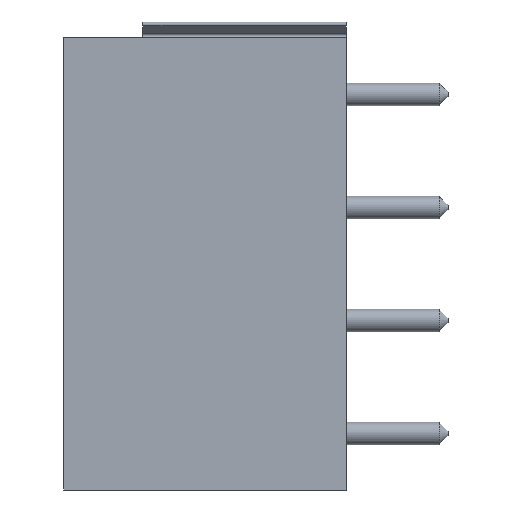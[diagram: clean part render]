
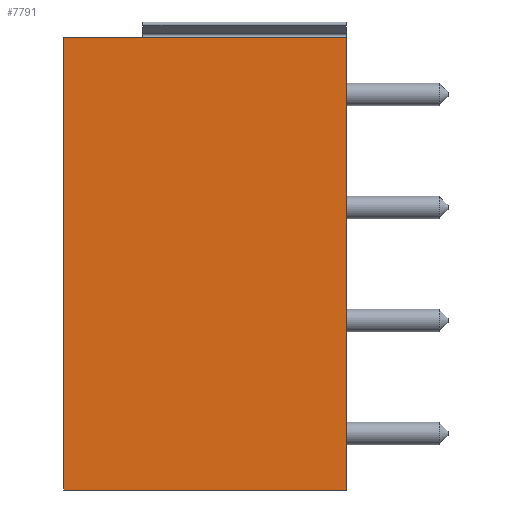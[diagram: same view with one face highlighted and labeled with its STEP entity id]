
A CAD part, left-side view. The second image highlights one B-rep face of the part: STEP entity #7791.
In plain terms, the highlighted planar face has unit normal (-1, 0, 0).
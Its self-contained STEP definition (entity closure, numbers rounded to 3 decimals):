
#5707=CARTESIAN_POINT('',(-5.0,0.,-17.5));
#5708=VERTEX_POINT('',#5707);
#5715=CARTESIAN_POINT('',(-5.0,12.5,-17.5));
#5716=VERTEX_POINT('',#5715);
#5717=CARTESIAN_POINT('',(-5.0,0.,-17.5));
#5718=DIRECTION('',(0.0,1.0,0.0));
#5719=VECTOR('',#5718,12.5);
#5720=LINE('',#5717,#5719);
#5721=EDGE_CURVE('',#5708,#5716,#5720,.T.);
#6041=CARTESIAN_POINT('',(-5.0,12.5,2.5));
#6042=VERTEX_POINT('',#6041);
#6049=CARTESIAN_POINT('',(-5.0,0.,2.5));
#6050=VERTEX_POINT('',#6049);
#6051=CARTESIAN_POINT('',(-5.0,0.,2.5));
#6052=DIRECTION('',(0.0,1.0,0.0));
#6053=VECTOR('',#6052,12.5);
#6054=LINE('',#6051,#6053);
#6055=EDGE_CURVE('',#6050,#6042,#6054,.T.);
#7754=CARTESIAN_POINT('',(-5.0,0.,-17.5));
#7755=DIRECTION('',(0.0,0.0,1.0));
#7756=VECTOR('',#7755,20.0);
#7757=LINE('',#7754,#7756);
#7758=EDGE_CURVE('',#5708,#6050,#7757,.T.);
#7775=CARTESIAN_POINT('',(-5.0,0.,0.0));
#7776=DIRECTION('',(-1.0,0.0,0.0));
#7777=DIRECTION('',(0.0,0.0,1.0));
#7778=AXIS2_PLACEMENT_3D('',#7775,#7776,#7777);
#7779=PLANE('',#7778);
#7780=ORIENTED_EDGE('',*,*,#6055,.T.);
#7781=CARTESIAN_POINT('',(-5.0,12.5,2.5));
#7782=DIRECTION('',(0.0,0.0,-1.0));
#7783=VECTOR('',#7782,20.0);
#7784=LINE('',#7781,#7783);
#7785=EDGE_CURVE('',#6042,#5716,#7784,.T.);
#7786=ORIENTED_EDGE('',*,*,#7785,.T.);
#7787=ORIENTED_EDGE('',*,*,#5721,.F.);
#7788=ORIENTED_EDGE('',*,*,#7758,.T.);
#7789=EDGE_LOOP('',(#7780,#7786,#7787,#7788));
#7790=FACE_OUTER_BOUND('',#7789,.T.);
#7791=ADVANCED_FACE('',(#7790),#7779,.T.);
